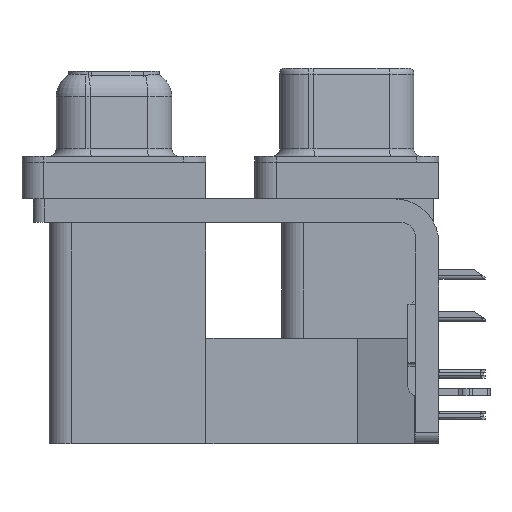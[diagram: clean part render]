
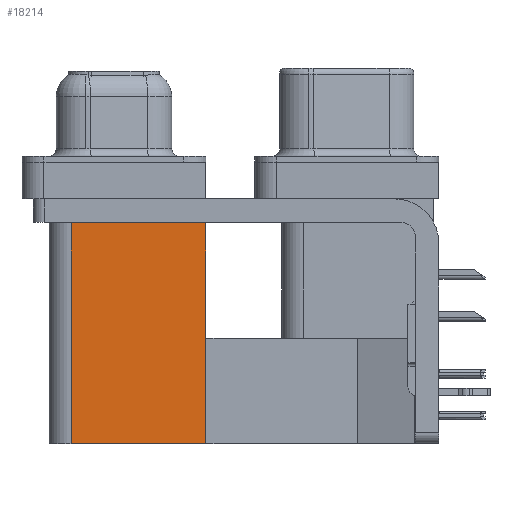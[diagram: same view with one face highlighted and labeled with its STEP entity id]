
A CAD part, left-side view. The second image highlights one B-rep face of the part: STEP entity #18214.
In plain terms, the highlighted planar face has unit normal (-1, 0, 0).
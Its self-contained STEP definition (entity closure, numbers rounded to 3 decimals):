
#1934 = PLANE ( 'NONE',  #25089 ) ;
#2005 = DIRECTION ( 'NONE',  ( 0., 1., 0. ) ) ;
#2452 = EDGE_CURVE ( 'NONE', #9126, #14234, #35083, .T. ) ;
#3617 = ORIENTED_EDGE ( 'NONE', *, *, #26772, .F. ) ;
#3842 = VERTEX_POINT ( 'NONE', #3989 ) ;
#3989 = CARTESIAN_POINT ( 'NONE',  ( 3.79, 18.8, -19.2 ) ) ;
#5107 = ORIENTED_EDGE ( 'NONE', *, *, #30740, .T. ) ;
#5476 = DIRECTION ( 'NONE',  ( 0., 1., 0. ) ) ;
#6574 = CARTESIAN_POINT ( 'NONE',  ( 3.79, 18.8, -2.5 ) ) ;
#6761 = CARTESIAN_POINT ( 'NONE',  ( 3.79, 9.6, -19.2 ) ) ;
#7211 = LINE ( 'NONE', #18715, #33698 ) ;
#7390 = ORIENTED_EDGE ( 'NONE', *, *, #2452, .T. ) ;
#9126 = VERTEX_POINT ( 'NONE', #11502 ) ;
#9594 = LINE ( 'NONE', #27027, #20143 ) ;
#9994 = DIRECTION ( 'NONE',  ( 0., 0., 1. ) ) ;
#11063 = CARTESIAN_POINT ( 'NONE',  ( 3.79, 9.6, -19.2 ) ) ;
#11502 = CARTESIAN_POINT ( 'NONE',  ( 3.79, 9.6, -2.5 ) ) ;
#14234 = VERTEX_POINT ( 'NONE', #6574 ) ;
#14541 = VECTOR ( 'NONE', #34102, 1000. ) ;
#15541 = DIRECTION ( 'NONE',  ( 0., 1., 0. ) ) ;
#18214 = ADVANCED_FACE ( 'NONE', ( #35783 ), #1934, .F. ) ;
#18715 = CARTESIAN_POINT ( 'NONE',  ( 3.79, 18.8, -19.2 ) ) ;
#18838 = EDGE_CURVE ( 'NONE', #3842, #14234, #7211, .T. ) ;
#20143 = VECTOR ( 'NONE', #15541, 1000. ) ;
#20177 = DIRECTION ( 'NONE',  ( 1., 0., 0. ) ) ;
#20282 = EDGE_LOOP ( 'NONE', ( #7390, #25486, #3617, #5107 ) ) ;
#22248 = VECTOR ( 'NONE', #2005, 1000. ) ;
#23405 = CARTESIAN_POINT ( 'NONE',  ( 3.79, 9.6, -2.5 ) ) ;
#25089 = AXIS2_PLACEMENT_3D ( 'NONE', #11063, #20177, #5476 ) ;
#25486 = ORIENTED_EDGE ( 'NONE', *, *, #18838, .F. ) ;
#26772 = EDGE_CURVE ( 'NONE', #30332, #3842, #9594, .T. ) ;
#27027 = CARTESIAN_POINT ( 'NONE',  ( 3.79, 9.6, -19.2 ) ) ;
#30332 = VERTEX_POINT ( 'NONE', #34929 ) ;
#30740 = EDGE_CURVE ( 'NONE', #30332, #9126, #33898, .T. ) ;
#33698 = VECTOR ( 'NONE', #9994, 1000. ) ;
#33898 = LINE ( 'NONE', #6761, #14541 ) ;
#34102 = DIRECTION ( 'NONE',  ( 0., 0., 1. ) ) ;
#34929 = CARTESIAN_POINT ( 'NONE',  ( 3.79, 9.6, -19.2 ) ) ;
#35083 = LINE ( 'NONE', #23405, #22248 ) ;
#35783 = FACE_OUTER_BOUND ( 'NONE', #20282, .T. ) ;
